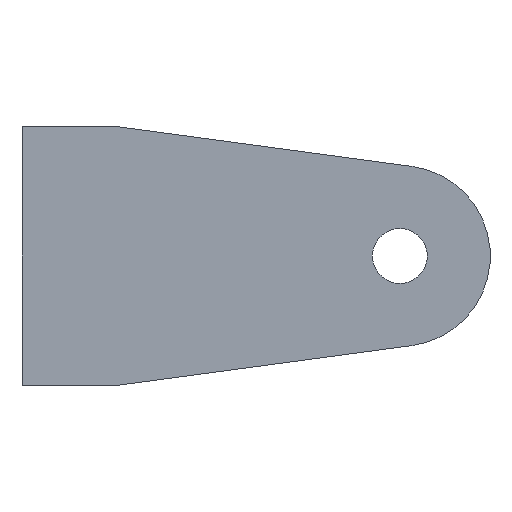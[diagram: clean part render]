
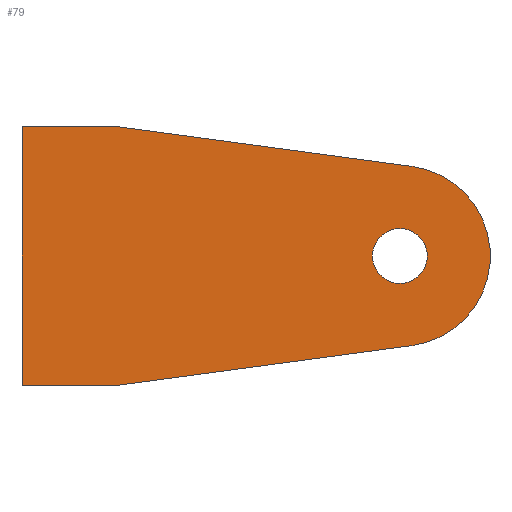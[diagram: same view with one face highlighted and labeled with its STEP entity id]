
A CAD part, left-side view. The second image highlights one B-rep face of the part: STEP entity #79.
In plain terms, the highlighted planar face has unit normal (-1, 0, 0).
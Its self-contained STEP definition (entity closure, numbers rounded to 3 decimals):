
#25 = CARTESIAN_POINT ( 'NONE',  ( -4., 15., 20. ) ) ;
#26 = ORIENTED_EDGE ( 'NONE', *, *, #266, .F. ) ;
#29 = CARTESIAN_POINT ( 'NONE',  ( -4., 0., -20. ) ) ;
#46 = EDGE_CURVE ( 'NONE', #133, #291, #232, .T. ) ;
#55 = FACE_BOUND ( 'NONE', #208, .T. ) ;
#73 = DIRECTION ( 'NONE',  ( 0., 0., 1. ) ) ;
#79 = ADVANCED_FACE ( 'NONE', ( #55, #253 ), #507, .T. ) ;
#84 = AXIS2_PLACEMENT_3D ( 'NONE', #384, #344, #574 ) ;
#92 = CIRCLE ( 'NONE', #84, 14. ) ;
#95 = VERTEX_POINT ( 'NONE', #189 ) ;
#106 = VECTOR ( 'NONE', #197, 1000. ) ;
#118 = CARTESIAN_POINT ( 'NONE',  ( -4., 0., 20. ) ) ;
#129 = CARTESIAN_POINT ( 'NONE',  ( -4., -43.5, 0. ) ) ;
#133 = VERTEX_POINT ( 'NONE', #558 ) ;
#141 = CARTESIAN_POINT ( 'NONE',  ( -4., -43.5, -4.25 ) ) ;
#155 = LINE ( 'NONE', #180, #260 ) ;
#165 = DIRECTION ( 'NONE',  ( 0., 1., 0. ) ) ;
#180 = CARTESIAN_POINT ( 'NONE',  ( -4., 15., -20. ) ) ;
#182 = EDGE_CURVE ( 'NONE', #291, #186, #461, .T. ) ;
#186 = VERTEX_POINT ( 'NONE', #331 ) ;
#189 = CARTESIAN_POINT ( 'NONE',  ( -4., -45.373, -13.874 ) ) ;
#191 = VERTEX_POINT ( 'NONE', #29 ) ;
#197 = DIRECTION ( 'NONE',  ( 0., -1., 0. ) ) ;
#206 = VECTOR ( 'NONE', #567, 1000. ) ;
#208 = EDGE_LOOP ( 'NONE', ( #261, #242 ) ) ;
#223 = CARTESIAN_POINT ( 'NONE',  ( -4., -43.5, 4.25 ) ) ;
#230 = CARTESIAN_POINT ( 'NONE',  ( -4., 15., 20. ) ) ;
#232 = LINE ( 'NONE', #230, #106 ) ;
#242 = ORIENTED_EDGE ( 'NONE', *, *, #498, .T. ) ;
#248 = LINE ( 'NONE', #25, #334 ) ;
#253 = FACE_OUTER_BOUND ( 'NONE', #313, .T. ) ;
#256 = CARTESIAN_POINT ( 'NONE',  ( -4., 15., -20. ) ) ;
#260 = VECTOR ( 'NONE', #165, 1000. ) ;
#261 = ORIENTED_EDGE ( 'NONE', *, *, #351, .T. ) ;
#264 = DIRECTION ( 'NONE',  ( 1., 0., 0. ) ) ;
#265 = DIRECTION ( 'NONE',  ( 1., 0., 0. ) ) ;
#266 = EDGE_CURVE ( 'NONE', #95, #191, #311, .T. ) ;
#285 = ORIENTED_EDGE ( 'NONE', *, *, #294, .F. ) ;
#291 = VERTEX_POINT ( 'NONE', #517 ) ;
#294 = EDGE_CURVE ( 'NONE', #327, #133, #248, .T. ) ;
#311 = LINE ( 'NONE', #524, #206 ) ;
#313 = EDGE_LOOP ( 'NONE', ( #350, #285, #348, #26, #470, #336 ) ) ;
#324 = AXIS2_PLACEMENT_3D ( 'NONE', #413, #556, #512 ) ;
#326 = CIRCLE ( 'NONE', #472, 4.25 ) ;
#327 = VERTEX_POINT ( 'NONE', #256 ) ;
#331 = CARTESIAN_POINT ( 'NONE',  ( -4., -45.373, 13.874 ) ) ;
#334 = VECTOR ( 'NONE', #73, 1000. ) ;
#336 = ORIENTED_EDGE ( 'NONE', *, *, #182, .F. ) ;
#337 = EDGE_CURVE ( 'NONE', #191, #327, #155, .T. ) ;
#344 = DIRECTION ( 'NONE',  ( 1., 0., 0. ) ) ;
#348 = ORIENTED_EDGE ( 'NONE', *, *, #337, .F. ) ;
#349 = DIRECTION ( 'NONE',  ( 0., 0., -1. ) ) ;
#350 = ORIENTED_EDGE ( 'NONE', *, *, #46, .F. ) ;
#351 = EDGE_CURVE ( 'NONE', #521, #547, #365, .T. ) ;
#365 = CIRCLE ( 'NONE', #523, 4.25 ) ;
#384 = CARTESIAN_POINT ( 'NONE',  ( -4., -43.5, 0. ) ) ;
#391 = EDGE_CURVE ( 'NONE', #186, #95, #92, .T. ) ;
#413 = CARTESIAN_POINT ( 'NONE',  ( -4., -43.5, 0. ) ) ;
#420 = DIRECTION ( 'NONE',  ( 0., -0.991, -0.134 ) ) ;
#461 = LINE ( 'NONE', #118, #587 ) ;
#470 = ORIENTED_EDGE ( 'NONE', *, *, #391, .F. ) ;
#472 = AXIS2_PLACEMENT_3D ( 'NONE', #543, #265, #349 ) ;
#498 = EDGE_CURVE ( 'NONE', #547, #521, #326, .T. ) ;
#507 = PLANE ( 'NONE',  #324 ) ;
#512 = DIRECTION ( 'NONE',  ( 0., 0., 1. ) ) ;
#517 = CARTESIAN_POINT ( 'NONE',  ( -4., 0., 20. ) ) ;
#521 = VERTEX_POINT ( 'NONE', #141 ) ;
#523 = AXIS2_PLACEMENT_3D ( 'NONE', #129, #264, #541 ) ;
#524 = CARTESIAN_POINT ( 'NONE',  ( -4., 0., -20. ) ) ;
#541 = DIRECTION ( 'NONE',  ( 0., 0., -1. ) ) ;
#543 = CARTESIAN_POINT ( 'NONE',  ( -4., -43.5, 0. ) ) ;
#547 = VERTEX_POINT ( 'NONE', #223 ) ;
#556 = DIRECTION ( 'NONE',  ( -1., 0., 0. ) ) ;
#558 = CARTESIAN_POINT ( 'NONE',  ( -4., 15., 20. ) ) ;
#567 = DIRECTION ( 'NONE',  ( 0., 0.991, -0.134 ) ) ;
#574 = DIRECTION ( 'NONE',  ( 0., 0., 1. ) ) ;
#587 = VECTOR ( 'NONE', #420, 1000. ) ;
